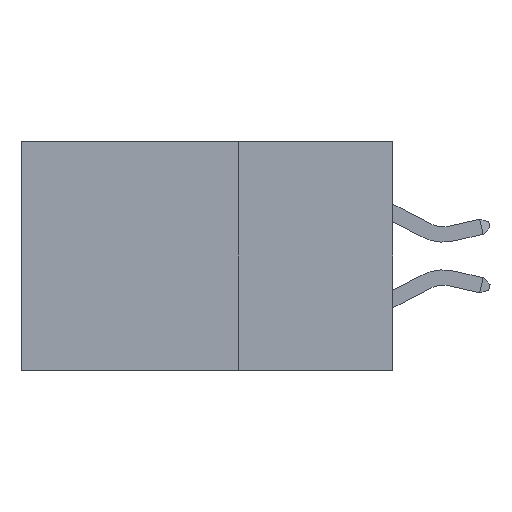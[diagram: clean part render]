
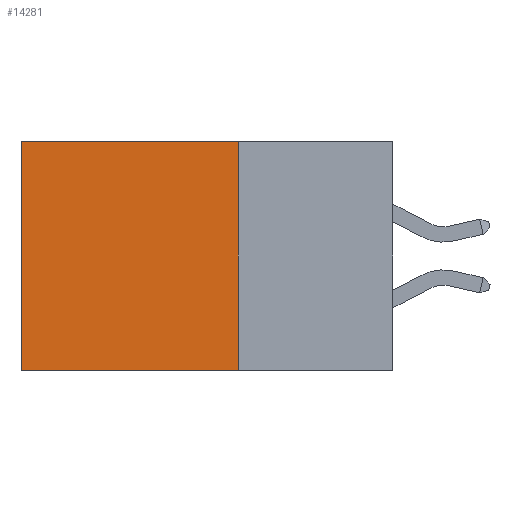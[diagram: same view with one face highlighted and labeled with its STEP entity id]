
A CAD part, left-side view. The second image highlights one B-rep face of the part: STEP entity #14281.
In plain terms, the highlighted planar face has unit normal (-1, 0, 0).
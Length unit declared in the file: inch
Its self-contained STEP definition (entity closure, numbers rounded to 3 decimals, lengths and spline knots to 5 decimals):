
#898 = LINE ( 'NONE', #5818, #5047 ) ;
#964 = ORIENTED_EDGE ( 'NONE', *, *, #9232, .T. ) ;
#1440 = VERTEX_POINT ( 'NONE', #2817 ) ;
#2046 = DIRECTION ( 'NONE',  ( 1., 0., 0. ) ) ;
#2817 = CARTESIAN_POINT ( 'NONE',  ( 0.2875, 0.25, 0. ) ) ;
#3310 = CARTESIAN_POINT ( 'NONE',  ( 0.2875, 0.25, -0.37 ) ) ;
#3641 = CARTESIAN_POINT ( 'NONE',  ( 0.2875, 0.25, -0.37 ) ) ;
#4264 = CARTESIAN_POINT ( 'NONE',  ( 0.2875, 0.25, 0. ) ) ;
#4599 = AXIS2_PLACEMENT_3D ( 'NONE', #17387, #2046, #14103 ) ;
#5047 = VECTOR ( 'NONE', #10938, 39.37008 ) ;
#5094 = CARTESIAN_POINT ( 'NONE',  ( 0.2875, 0.6, 0. ) ) ;
#5548 = VERTEX_POINT ( 'NONE', #3641 ) ;
#5818 = CARTESIAN_POINT ( 'NONE',  ( 0.2875, 0.25, 0. ) ) ;
#6842 = EDGE_CURVE ( 'NONE', #5548, #8259, #9354, .T. ) ;
#7216 = LINE ( 'NONE', #20041, #19594 ) ;
#7420 = EDGE_CURVE ( 'NONE', #8635, #8259, #7216, .T. ) ;
#8259 = VERTEX_POINT ( 'NONE', #16033 ) ;
#8388 = LINE ( 'NONE', #4264, #16339 ) ;
#8521 = DIRECTION ( 'NONE',  ( 0., 1., 0. ) ) ;
#8635 = VERTEX_POINT ( 'NONE', #5094 ) ;
#9232 = EDGE_CURVE ( 'NONE', #1440, #8635, #898, .T. ) ;
#9354 = LINE ( 'NONE', #3310, #13343 ) ;
#10687 = PLANE ( 'NONE',  #4599 ) ;
#10938 = DIRECTION ( 'NONE',  ( 0., 1., 0. ) ) ;
#11163 = DIRECTION ( 'NONE',  ( 0., 0., -1. ) ) ;
#11691 = DIRECTION ( 'NONE',  ( 0., 0., -1. ) ) ;
#13343 = VECTOR ( 'NONE', #8521, 39.37008 ) ;
#14103 = DIRECTION ( 'NONE',  ( 0., 0., -1. ) ) ;
#14281 = ADVANCED_FACE ( 'NONE', ( #14737 ), #10687, .F. ) ;
#14726 = ORIENTED_EDGE ( 'NONE', *, *, #7420, .T. ) ;
#14737 = FACE_OUTER_BOUND ( 'NONE', #19345, .T. ) ;
#16033 = CARTESIAN_POINT ( 'NONE',  ( 0.2875, 0.6, -0.37 ) ) ;
#16339 = VECTOR ( 'NONE', #11163, 39.37008 ) ;
#17387 = CARTESIAN_POINT ( 'NONE',  ( 0.2875, 0.25, 0. ) ) ;
#18664 = ORIENTED_EDGE ( 'NONE', *, *, #19616, .F. ) ;
#19345 = EDGE_LOOP ( 'NONE', ( #14726, #21359, #18664, #964 ) ) ;
#19594 = VECTOR ( 'NONE', #11691, 39.37008 ) ;
#19616 = EDGE_CURVE ( 'NONE', #1440, #5548, #8388, .T. ) ;
#20041 = CARTESIAN_POINT ( 'NONE',  ( 0.2875, 0.6, 0. ) ) ;
#21359 = ORIENTED_EDGE ( 'NONE', *, *, #6842, .F. ) ;
